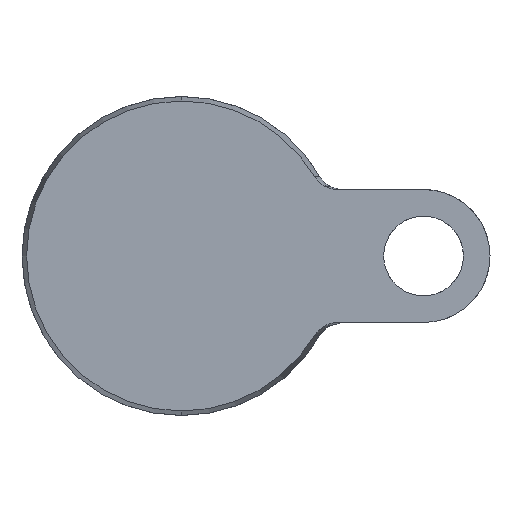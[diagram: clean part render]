
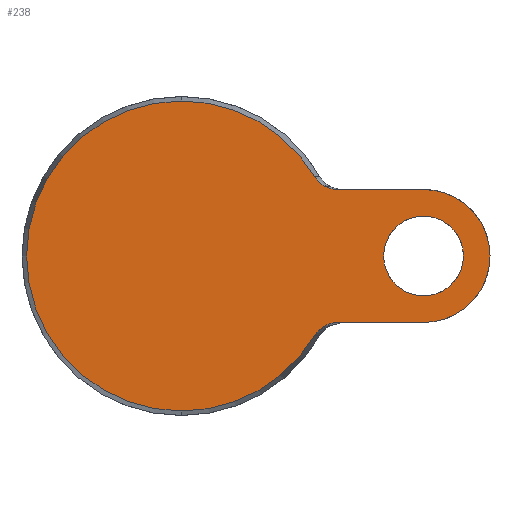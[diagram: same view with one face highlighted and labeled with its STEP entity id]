
A CAD part, front view. The second image highlights one B-rep face of the part: STEP entity #238.
In plain terms, the highlighted planar face has unit normal (0, -1, 0).
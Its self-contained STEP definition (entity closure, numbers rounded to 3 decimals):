
#1 = EDGE_CURVE ( 'NONE', #609, #931, #777, .T. ) ;
#9 = ORIENTED_EDGE ( 'NONE', *, *, #1469, .F. ) ;
#13 = CARTESIAN_POINT ( 'NONE',  ( 45.5, 0., 0. ) ) ;
#27 = EDGE_CURVE ( 'NONE', #337, #781, #951, .T. ) ;
#43 = DIRECTION ( 'NONE',  ( 0., 0., -1. ) ) ;
#54 = CARTESIAN_POINT ( 'NONE',  ( 0., 0., 29.143 ) ) ;
#71 = CARTESIAN_POINT ( 'NONE',  ( 25.011, 0., -14.959 ) ) ;
#76 = VECTOR ( 'NONE', #1134, 1000. ) ;
#93 = DIRECTION ( 'NONE',  ( 0., 1., 0. ) ) ;
#128 = CIRCLE ( 'NONE', #589, 7.5 ) ;
#140 = DIRECTION ( 'NONE',  ( 0., 0., 1. ) ) ;
#153 = CIRCLE ( 'NONE', #1209, 12.5 ) ;
#179 = VERTEX_POINT ( 'NONE', #54 ) ;
#190 = CARTESIAN_POINT ( 'NONE',  ( 0., 0., 0. ) ) ;
#211 = B_SPLINE_CURVE_WITH_KNOTS ( 'NONE', 3,
 ( #71, #1312, #1416, #690, #929, #1577, #452, #1330, #213, #1170, #1199, #1036, #1437 ),
 .UNSPECIFIED., .F., .F.,
 ( 4, 2, 2, 1, 2, 2, 4 ),
 ( 0., 0.001, 0.002, 0.003, 0.003, 0.004, 0.005 ),
 .UNSPECIFIED. ) ;
#213 = CARTESIAN_POINT ( 'NONE',  ( 27.662, 0., -12.789 ) ) ;
#215 = ORIENTED_EDGE ( 'NONE', *, *, #1519, .T. ) ;
#223 = EDGE_CURVE ( 'NONE', #179, #465, #957, .T. ) ;
#229 = CARTESIAN_POINT ( 'NONE',  ( 25.507, 0., 14.24 ) ) ;
#238 = ADVANCED_FACE ( 'NONE', ( #1569, #1453 ), #555, .F. ) ;
#257 = EDGE_CURVE ( 'NONE', #1030, #1188, #211, .T. ) ;
#283 = AXIS2_PLACEMENT_3D ( 'NONE', #449, #93, #938 ) ;
#287 = CARTESIAN_POINT ( 'NONE',  ( 45.5, 0., 0. ) ) ;
#288 = DIRECTION ( 'NONE',  ( 0., 0., -1. ) ) ;
#308 = EDGE_CURVE ( 'NONE', #337, #502, #314, .T. ) ;
#314 = B_SPLINE_CURVE_WITH_KNOTS ( 'NONE', 3,
 ( #741, #852, #1620, #734, #847, #1086, #603, #1098, #1348, #1107, #1092, #229, #338, #612 ),
 .UNSPECIFIED., .F., .F.,
 ( 4, 2, 2, 2, 2, 2, 4 ),
 ( 0., 0.001, 0.002, 0.003, 0.003, 0.004, 0.005 ),
 .UNSPECIFIED. ) ;
#337 = VERTEX_POINT ( 'NONE', #592 ) ;
#338 = CARTESIAN_POINT ( 'NONE',  ( 25.237, 0., 14.58 ) ) ;
#375 = DIRECTION ( 'NONE',  ( 0., 0., -1. ) ) ;
#421 = CARTESIAN_POINT ( 'NONE',  ( 15., 0., -12.5 ) ) ;
#449 = CARTESIAN_POINT ( 'NONE',  ( 45.5, 0., 0. ) ) ;
#452 = CARTESIAN_POINT ( 'NONE',  ( 26.862, 0., -13.142 ) ) ;
#465 = VERTEX_POINT ( 'NONE', #1534 ) ;
#496 = CARTESIAN_POINT ( 'NONE',  ( 25.011, 0., 14.959 ) ) ;
#497 = EDGE_CURVE ( 'NONE', #931, #609, #128, .T. ) ;
#502 = VERTEX_POINT ( 'NONE', #496 ) ;
#520 = DIRECTION ( 'NONE',  ( 0., 1., 0. ) ) ;
#534 = ORIENTED_EDGE ( 'NONE', *, *, #223, .T. ) ;
#535 = EDGE_CURVE ( 'NONE', #781, #1201, #153, .T. ) ;
#555 = PLANE ( 'NONE',  #873 ) ;
#589 = AXIS2_PLACEMENT_3D ( 'NONE', #287, #1506, #140 ) ;
#592 = CARTESIAN_POINT ( 'NONE',  ( 29.374, 0., 12.5 ) ) ;
#603 = CARTESIAN_POINT ( 'NONE',  ( 27.057, 0., 13.048 ) ) ;
#609 = VERTEX_POINT ( 'NONE', #1173 ) ;
#612 = CARTESIAN_POINT ( 'NONE',  ( 25.011, 0., 14.959 ) ) ;
#648 = LINE ( 'NONE', #421, #76 ) ;
#659 = ORIENTED_EDGE ( 'NONE', *, *, #27, .F. ) ;
#690 = CARTESIAN_POINT ( 'NONE',  ( 25.977, 0., -13.784 ) ) ;
#695 = CARTESIAN_POINT ( 'NONE',  ( 29.374, 0., -12.5 ) ) ;
#704 = VECTOR ( 'NONE', #859, 1000. ) ;
#734 = CARTESIAN_POINT ( 'NONE',  ( 27.869, 0., 12.721 ) ) ;
#741 = CARTESIAN_POINT ( 'NONE',  ( 29.374, 0., 12.5 ) ) ;
#763 = CARTESIAN_POINT ( 'NONE',  ( 25.011, 0., -14.959 ) ) ;
#771 = ORIENTED_EDGE ( 'NONE', *, *, #1, .T. ) ;
#777 = CIRCLE ( 'NONE', #283, 7.5 ) ;
#781 = VERTEX_POINT ( 'NONE', #1018 ) ;
#803 = DIRECTION ( 'NONE',  ( 0., 0., -1. ) ) ;
#834 = CARTESIAN_POINT ( 'NONE',  ( 45.5, 0., -12.5 ) ) ;
#847 = CARTESIAN_POINT ( 'NONE',  ( 27.659, 0., 12.79 ) ) ;
#849 = AXIS2_PLACEMENT_3D ( 'NONE', #190, #1063, #803 ) ;
#852 = CARTESIAN_POINT ( 'NONE',  ( 28.933, 0., 12.5 ) ) ;
#859 = DIRECTION ( 'NONE',  ( 1., 0., 0. ) ) ;
#872 = ORIENTED_EDGE ( 'NONE', *, *, #1004, .T. ) ;
#873 = AXIS2_PLACEMENT_3D ( 'NONE', #1071, #1544, #920 ) ;
#884 = DIRECTION ( 'NONE',  ( 0., -1., 0. ) ) ;
#889 = AXIS2_PLACEMENT_3D ( 'NONE', #903, #884, #288 ) ;
#903 = CARTESIAN_POINT ( 'NONE',  ( 0., 0., 0. ) ) ;
#920 = DIRECTION ( 'NONE',  ( 0., 0., 1. ) ) ;
#929 = CARTESIAN_POINT ( 'NONE',  ( 26.146, 0., -13.64 ) ) ;
#931 = VERTEX_POINT ( 'NONE', #1131 ) ;
#938 = DIRECTION ( 'NONE',  ( 0., 0., 1. ) ) ;
#951 = LINE ( 'NONE', #1240, #704 ) ;
#957 = CIRCLE ( 'NONE', #849, 29.143 ) ;
#1004 = EDGE_CURVE ( 'NONE', #465, #1030, #1125, .T. ) ;
#1018 = CARTESIAN_POINT ( 'NONE',  ( 45.5, 0., 12.5 ) ) ;
#1030 = VERTEX_POINT ( 'NONE', #763 ) ;
#1036 = CARTESIAN_POINT ( 'NONE',  ( 28.933, 0., -12.5 ) ) ;
#1060 = CARTESIAN_POINT ( 'NONE',  ( 0., 0., 0. ) ) ;
#1063 = DIRECTION ( 'NONE',  ( 0., -1., 0. ) ) ;
#1066 = ORIENTED_EDGE ( 'NONE', *, *, #535, .F. ) ;
#1071 = CARTESIAN_POINT ( 'NONE',  ( -29.143, 0., 0. ) ) ;
#1086 = CARTESIAN_POINT ( 'NONE',  ( 27.253, 0., 12.954 ) ) ;
#1092 = CARTESIAN_POINT ( 'NONE',  ( 25.976, 0., 13.785 ) ) ;
#1098 = CARTESIAN_POINT ( 'NONE',  ( 26.678, 0., 13.261 ) ) ;
#1107 = CARTESIAN_POINT ( 'NONE',  ( 26.144, 0., 13.642 ) ) ;
#1125 = CIRCLE ( 'NONE', #1180, 29.143 ) ;
#1129 = EDGE_LOOP ( 'NONE', ( #659, #1241, #215, #534, #872, #1172, #9, #1066 ) ) ;
#1131 = CARTESIAN_POINT ( 'NONE',  ( 45.5, 0., 7.5 ) ) ;
#1134 = DIRECTION ( 'NONE',  ( -1., 0., 0. ) ) ;
#1170 = CARTESIAN_POINT ( 'NONE',  ( 27.871, 0., -12.72 ) ) ;
#1172 = ORIENTED_EDGE ( 'NONE', *, *, #257, .T. ) ;
#1173 = CARTESIAN_POINT ( 'NONE',  ( 45.5, 0., -7.5 ) ) ;
#1180 = AXIS2_PLACEMENT_3D ( 'NONE', #1060, #1576, #43 ) ;
#1188 = VERTEX_POINT ( 'NONE', #695 ) ;
#1199 = CARTESIAN_POINT ( 'NONE',  ( 28.503, 0., -12.556 ) ) ;
#1201 = VERTEX_POINT ( 'NONE', #834 ) ;
#1209 = AXIS2_PLACEMENT_3D ( 'NONE', #13, #520, #375 ) ;
#1240 = CARTESIAN_POINT ( 'NONE',  ( 15., 0., 12.5 ) ) ;
#1241 = ORIENTED_EDGE ( 'NONE', *, *, #308, .T. ) ;
#1312 = CARTESIAN_POINT ( 'NONE',  ( 25.237, 0., -14.58 ) ) ;
#1330 = CARTESIAN_POINT ( 'NONE',  ( 27.255, 0., -12.953 ) ) ;
#1348 = CARTESIAN_POINT ( 'NONE',  ( 26.495, 0., 13.38 ) ) ;
#1416 = CARTESIAN_POINT ( 'NONE',  ( 25.508, 0., -14.24 ) ) ;
#1418 = ORIENTED_EDGE ( 'NONE', *, *, #497, .T. ) ;
#1437 = CARTESIAN_POINT ( 'NONE',  ( 29.374, 0., -12.5 ) ) ;
#1453 = FACE_BOUND ( 'NONE', #1492, .T. ) ;
#1469 = EDGE_CURVE ( 'NONE', #1201, #1188, #648, .T. ) ;
#1492 = EDGE_LOOP ( 'NONE', ( #771, #1418 ) ) ;
#1506 = DIRECTION ( 'NONE',  ( 0., 1., 0. ) ) ;
#1519 = EDGE_CURVE ( 'NONE', #502, #179, #1612, .T. ) ;
#1534 = CARTESIAN_POINT ( 'NONE',  ( 0., 0., -29.143 ) ) ;
#1544 = DIRECTION ( 'NONE',  ( 0., 1., 0. ) ) ;
#1569 = FACE_OUTER_BOUND ( 'NONE', #1129, .T. ) ;
#1576 = DIRECTION ( 'NONE',  ( 0., -1., 0. ) ) ;
#1577 = CARTESIAN_POINT ( 'NONE',  ( 26.497, 0., -13.379 ) ) ;
#1612 = CIRCLE ( 'NONE', #889, 29.143 ) ;
#1620 = CARTESIAN_POINT ( 'NONE',  ( 28.502, 0., 12.556 ) ) ;
